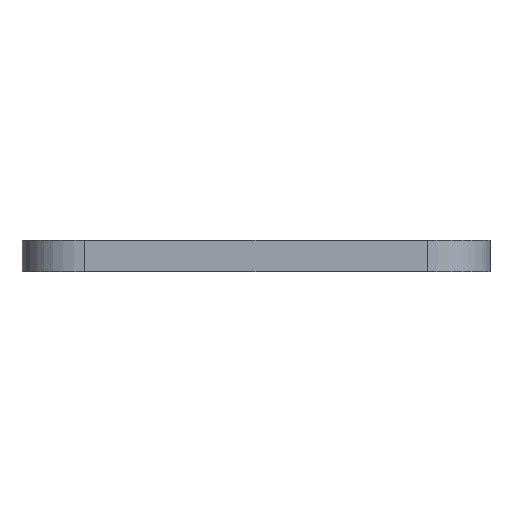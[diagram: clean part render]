
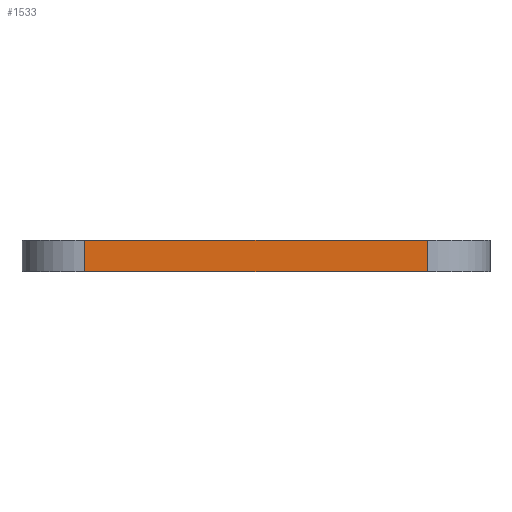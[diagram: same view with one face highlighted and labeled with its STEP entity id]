
A CAD part, front view. The second image highlights one B-rep face of the part: STEP entity #1533.
In plain terms, the highlighted planar face has unit normal (0, -1, 0).
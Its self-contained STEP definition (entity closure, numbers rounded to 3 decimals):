
#41=PLANE('',#1650);
#98=FACE_OUTER_BOUND('',#184,.T.);
#184=EDGE_LOOP('',(#1130,#1131,#1132,#1133));
#254=LINE('',#2244,#412);
#303=LINE('',#2374,#461);
#304=LINE('',#2377,#462);
#305=LINE('',#2378,#463);
#412=VECTOR('',#1775,10.);
#461=VECTOR('',#1900,10.);
#462=VECTOR('',#1903,10.);
#463=VECTOR('',#1904,10.);
#642=VERTEX_POINT('',#2240);
#644=VERTEX_POINT('',#2243);
#687=VERTEX_POINT('',#2372);
#688=VERTEX_POINT('',#2376);
#795=EDGE_CURVE('',#642,#644,#254,.T.);
#860=EDGE_CURVE('',#687,#642,#303,.T.);
#861=EDGE_CURVE('',#688,#687,#304,.T.);
#862=EDGE_CURVE('',#644,#688,#305,.T.);
#1130=ORIENTED_EDGE('',*,*,#860,.F.);
#1131=ORIENTED_EDGE('',*,*,#861,.F.);
#1132=ORIENTED_EDGE('',*,*,#862,.F.);
#1133=ORIENTED_EDGE('',*,*,#795,.F.);
#1533=ADVANCED_FACE('',(#98),#41,.T.);
#1650=AXIS2_PLACEMENT_3D('',#2375,#1901,#1902);
#1775=DIRECTION('',(-1.,0.,0.));
#1900=DIRECTION('',(0.,0.,-1.));
#1901=DIRECTION('center_axis',(0.,-1.,0.));
#1902=DIRECTION('ref_axis',(-1.,0.,0.));
#1903=DIRECTION('',(1.,0.,0.));
#1904=DIRECTION('',(0.,0.,1.));
#2240=CARTESIAN_POINT('',(38.76,0.,-3.));
#2243=CARTESIAN_POINT('',(6.,0.,-3.));
#2244=CARTESIAN_POINT('',(0.,0.,-3.));
#2372=CARTESIAN_POINT('',(38.76,0.,0.));
#2374=CARTESIAN_POINT('',(38.76,0.,0.));
#2375=CARTESIAN_POINT('Origin',(44.76,0.,0.));
#2376=CARTESIAN_POINT('',(6.,0.,0.));
#2377=CARTESIAN_POINT('',(0.,0.,0.));
#2378=CARTESIAN_POINT('',(6.,0.,0.));
